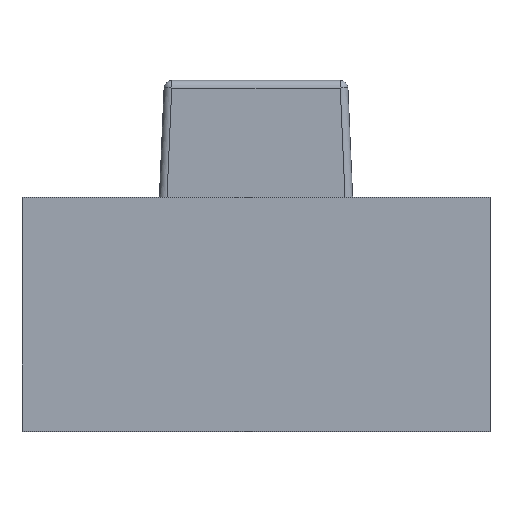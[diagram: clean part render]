
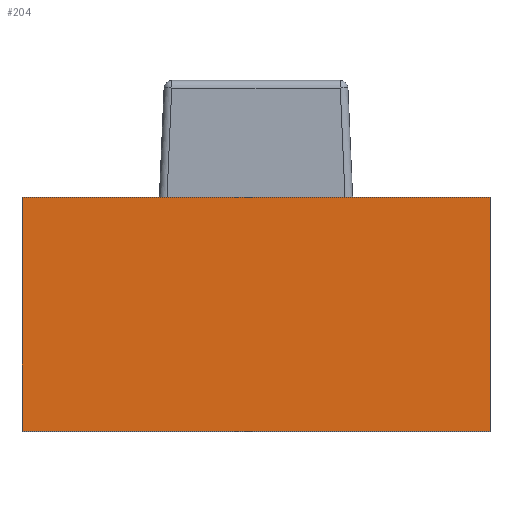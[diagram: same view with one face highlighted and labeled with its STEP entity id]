
A CAD part, top view. The second image highlights one B-rep face of the part: STEP entity #204.
In plain terms, the highlighted planar face has unit normal (0, 0, 1).
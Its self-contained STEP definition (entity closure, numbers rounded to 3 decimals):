
#24 = VERTEX_POINT('',#25);
#25 = CARTESIAN_POINT('',(-2.3,0.95,1.82));
#31 = EDGE_CURVE('',#24,#32,#34,.T.);
#32 = VERTEX_POINT('',#33);
#33 = CARTESIAN_POINT('',(2.3,0.95,1.82));
#34 = LINE('',#35,#36);
#35 = CARTESIAN_POINT('',(-2.3,0.95,1.82));
#36 = VECTOR('',#37,1.);
#37 = DIRECTION('',(1.,0.,0.));
#134 = VERTEX_POINT('',#135);
#135 = CARTESIAN_POINT('',(-2.3,-1.35,1.82));
#141 = EDGE_CURVE('',#134,#24,#142,.T.);
#142 = LINE('',#143,#144);
#143 = CARTESIAN_POINT('',(-2.3,-1.35,1.82));
#144 = VECTOR('',#145,1.);
#145 = DIRECTION('',(0.,1.,0.));
#204 = ADVANCED_FACE('',(#205),#223,.T.);
#205 = FACE_BOUND('',#206,.F.);
#206 = EDGE_LOOP('',(#207,#208,#216,#222));
#207 = ORIENTED_EDGE('',*,*,#31,.T.);
#208 = ORIENTED_EDGE('',*,*,#209,.T.);
#209 = EDGE_CURVE('',#32,#210,#212,.T.);
#210 = VERTEX_POINT('',#211);
#211 = CARTESIAN_POINT('',(2.3,-1.35,1.82));
#212 = LINE('',#213,#214);
#213 = CARTESIAN_POINT('',(2.3,0.95,1.82));
#214 = VECTOR('',#215,1.);
#215 = DIRECTION('',(0.,-1.,0.));
#216 = ORIENTED_EDGE('',*,*,#217,.T.);
#217 = EDGE_CURVE('',#210,#134,#218,.T.);
#218 = LINE('',#219,#220);
#219 = CARTESIAN_POINT('',(2.3,-1.35,1.82));
#220 = VECTOR('',#221,1.);
#221 = DIRECTION('',(-1.,0.,0.));
#222 = ORIENTED_EDGE('',*,*,#141,.T.);
#223 = PLANE('',#224);
#224 = AXIS2_PLACEMENT_3D('',#225,#226,#227);
#225 = CARTESIAN_POINT('',(0.,-0.2,1.82));
#226 = DIRECTION('',(0.,0.,1.));
#227 = DIRECTION('',(1.,0.,0.));
